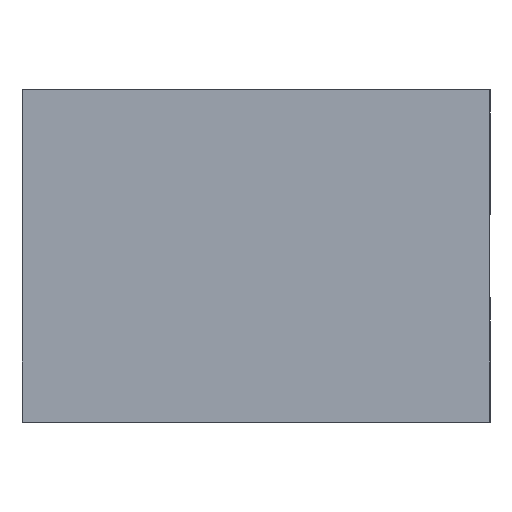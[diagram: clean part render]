
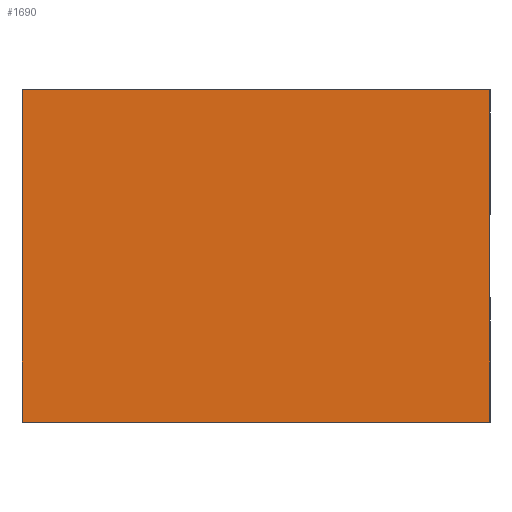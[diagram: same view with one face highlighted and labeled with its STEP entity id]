
A CAD part, top view. The second image highlights one B-rep face of the part: STEP entity #1690.
In plain terms, the highlighted face is planar.
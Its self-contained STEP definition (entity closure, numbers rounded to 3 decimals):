
#1690=ADVANCED_FACE('',(#1896),#1840,.F.);
#1840=PLANE('',#3297);
#1896=FACE_OUTER_BOUND('',#1956,.T.);
#1956=EDGE_LOOP('',(#2196,#2197,#2198,#2199));
#2196=ORIENTED_EDGE('',*,*,#2824,.F.);
#2197=ORIENTED_EDGE('',*,*,#2825,.F.);
#2198=ORIENTED_EDGE('',*,*,#2826,.F.);
#2199=ORIENTED_EDGE('',*,*,#2827,.F.);
#2644=VERTEX_POINT('',#4159);
#2645=VERTEX_POINT('',#4160);
#2646=VERTEX_POINT('',#4162);
#2647=VERTEX_POINT('',#4164);
#2824=EDGE_CURVE('',#2644,#2645,#3048,.T.);
#2825=EDGE_CURVE('',#2646,#2644,#3049,.T.);
#2826=EDGE_CURVE('',#2647,#2646,#3050,.T.);
#2827=EDGE_CURVE('',#2645,#2647,#3051,.T.);
#3048=LINE('',#4158,#3172);
#3049=LINE('',#4161,#3173);
#3050=LINE('',#4163,#3174);
#3051=LINE('',#4165,#3175);
#3172=VECTOR('',#3537,1.);
#3173=VECTOR('',#3538,1.);
#3174=VECTOR('',#3539,1.);
#3175=VECTOR('',#3540,1.);
#3297=AXIS2_PLACEMENT_3D('',#4166,#3541,#3542);
#3537=DIRECTION('',(0.,-1.,0.));
#3538=DIRECTION('',(-1.,0.,0.));
#3539=DIRECTION('',(0.,1.,0.));
#3540=DIRECTION('',(1.,0.,0.));
#3541=DIRECTION('',(0.,0.,1.));
#3542=DIRECTION('',(1.,0.,0.));
#4158=CARTESIAN_POINT('',(-2.25,1.6,0.));
#4159=CARTESIAN_POINT('',(-2.25,1.6,0.));
#4160=CARTESIAN_POINT('',(-2.25,-1.6,0.));
#4161=CARTESIAN_POINT('',(2.25,1.6,0.));
#4162=CARTESIAN_POINT('',(2.25,1.6,0.));
#4163=CARTESIAN_POINT('',(2.25,-1.6,0.));
#4164=CARTESIAN_POINT('',(2.25,-1.6,0.));
#4165=CARTESIAN_POINT('',(-2.25,-1.6,0.));
#4166=CARTESIAN_POINT('',(-2.25,-1.6,0.));
